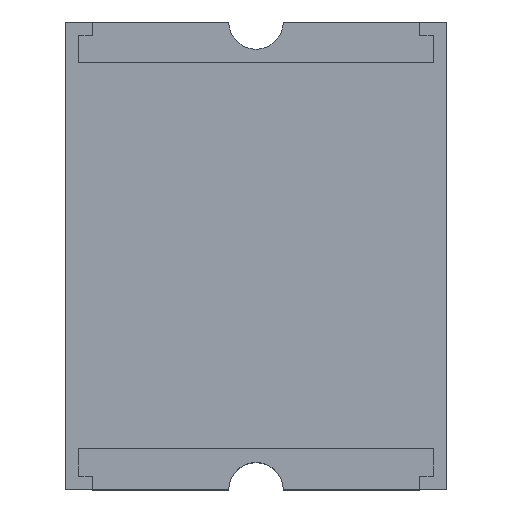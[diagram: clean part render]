
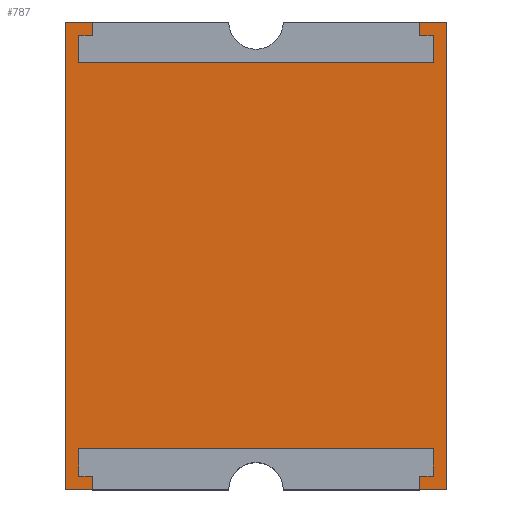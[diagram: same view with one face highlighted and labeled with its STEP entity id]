
A CAD part, top view. The second image highlights one B-rep face of the part: STEP entity #787.
In plain terms, the highlighted planar face has unit normal (0, 0, 1).
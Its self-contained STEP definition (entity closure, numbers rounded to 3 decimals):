
#8 = ORIENTED_EDGE ( 'NONE', *, *, #203, .T. ) ;
#31 = DIRECTION ( 'NONE',  ( 0., -1., 0. ) ) ;
#40 = VECTOR ( 'NONE', #1073, 1000. ) ;
#47 = CARTESIAN_POINT ( 'NONE',  ( -1.3, 1.615, 1.09 ) ) ;
#52 = ORIENTED_EDGE ( 'NONE', *, *, #749, .F. ) ;
#54 = LINE ( 'NONE', #1154, #1481 ) ;
#104 = CARTESIAN_POINT ( 'NONE',  ( 0., 0., 1.09 ) ) ;
#111 = VERTEX_POINT ( 'NONE', #254 ) ;
#128 = CARTESIAN_POINT ( 'NONE',  ( 1.2, -1.615, 1.09 ) ) ;
#132 = EDGE_CURVE ( 'NONE', #477, #139, #1242, .T. ) ;
#139 = VERTEX_POINT ( 'NONE', #1851 ) ;
#141 = DIRECTION ( 'NONE',  ( 1., 0., 0. ) ) ;
#159 = CARTESIAN_POINT ( 'NONE',  ( 1.4, 1.715, 1.09 ) ) ;
#166 = ORIENTED_EDGE ( 'NONE', *, *, #612, .T. ) ;
#174 = DIRECTION ( 'NONE',  ( 0., -1., 0. ) ) ;
#175 = VECTOR ( 'NONE', #1787, 1000. ) ;
#201 = ORIENTED_EDGE ( 'NONE', *, *, #1874, .T. ) ;
#203 = EDGE_CURVE ( 'NONE', #139, #935, #1029, .T. ) ;
#220 = VECTOR ( 'NONE', #31, 1000. ) ;
#231 = ORIENTED_EDGE ( 'NONE', *, *, #333, .T. ) ;
#233 = CARTESIAN_POINT ( 'NONE',  ( 0., -1.615, 1.09 ) ) ;
#237 = EDGE_CURVE ( 'NONE', #477, #990, #602, .T. ) ;
#250 = ORIENTED_EDGE ( 'NONE', *, *, #1112, .F. ) ;
#254 = CARTESIAN_POINT ( 'NONE',  ( -1.3, 1.415, 1.09 ) ) ;
#263 = DIRECTION ( 'NONE',  ( -1., 0., 0. ) ) ;
#282 = CARTESIAN_POINT ( 'NONE',  ( -1.2, 1.615, 1.09 ) ) ;
#306 = DIRECTION ( 'NONE',  ( 0., 0., 1. ) ) ;
#308 = LINE ( 'NONE', #465, #1356 ) ;
#316 = LINE ( 'NONE', #159, #1358 ) ;
#322 = VECTOR ( 'NONE', #1470, 1000. ) ;
#327 = DIRECTION ( 'NONE',  ( 1., 0., 0. ) ) ;
#333 = EDGE_CURVE ( 'NONE', #770, #1206, #625, .T. ) ;
#373 = CARTESIAN_POINT ( 'NONE',  ( 1.3, -1.415, 1.09 ) ) ;
#392 = FACE_OUTER_BOUND ( 'NONE', #1873, .T. ) ;
#400 = EDGE_CURVE ( 'NONE', #111, #1499, #1095, .T. ) ;
#429 = DIRECTION ( 'NONE',  ( 0., 1., 0. ) ) ;
#454 = LINE ( 'NONE', #764, #1742 ) ;
#461 = CARTESIAN_POINT ( 'NONE',  ( 1.3, 1.415, 1.09 ) ) ;
#462 = ORIENTED_EDGE ( 'NONE', *, *, #992, .T. ) ;
#465 = CARTESIAN_POINT ( 'NONE',  ( -1.4, -1.715, 1.09 ) ) ;
#470 = VECTOR ( 'NONE', #1901, 1000. ) ;
#477 = VERTEX_POINT ( 'NONE', #803 ) ;
#530 = EDGE_CURVE ( 'NONE', #1348, #1330, #308, .T. ) ;
#602 = LINE ( 'NONE', #1976, #1916 ) ;
#612 = EDGE_CURVE ( 'NONE', #1821, #111, #54, .T. ) ;
#621 = DIRECTION ( 'NONE',  ( -1., 0., 0. ) ) ;
#625 = LINE ( 'NONE', #1576, #470 ) ;
#641 = CARTESIAN_POINT ( 'NONE',  ( -1.4, -1.715, 1.09 ) ) ;
#657 = ORIENTED_EDGE ( 'NONE', *, *, #1503, .T. ) ;
#665 = DIRECTION ( 'NONE',  ( -1., 0., 0. ) ) ;
#705 = DIRECTION ( 'NONE',  ( 0., -1., 0. ) ) ;
#710 = LINE ( 'NONE', #1025, #40 ) ;
#726 = VECTOR ( 'NONE', #665, 1000. ) ;
#729 = CARTESIAN_POINT ( 'NONE',  ( 1.4, -1.715, 1.09 ) ) ;
#734 = ORIENTED_EDGE ( 'NONE', *, *, #1051, .T. ) ;
#748 = CARTESIAN_POINT ( 'NONE',  ( -1.2, 0., 1.09 ) ) ;
#749 = EDGE_CURVE ( 'NONE', #1635, #1878, #1889, .T. ) ;
#764 = CARTESIAN_POINT ( 'NONE',  ( -1.4, 1.715, 1.09 ) ) ;
#768 = CARTESIAN_POINT ( 'NONE',  ( -1.3, -1.615, 1.09 ) ) ;
#770 = VERTEX_POINT ( 'NONE', #1832 ) ;
#787 = ADVANCED_FACE ( 'NONE', ( #392 ), #1672, .T. ) ;
#799 = CARTESIAN_POINT ( 'NONE',  ( -1.4, 1.715, 1.09 ) ) ;
#802 = DIRECTION ( 'NONE',  ( 1., 0., 0. ) ) ;
#803 = CARTESIAN_POINT ( 'NONE',  ( -1.2, -1.715, 1.09 ) ) ;
#804 = ORIENTED_EDGE ( 'NONE', *, *, #237, .F. ) ;
#810 = VECTOR ( 'NONE', #1381, 1000. ) ;
#828 = VECTOR ( 'NONE', #1018, 1000. ) ;
#853 = LINE ( 'NONE', #1484, #322 ) ;
#867 = ORIENTED_EDGE ( 'NONE', *, *, #922, .T. ) ;
#868 = VERTEX_POINT ( 'NONE', #1386 ) ;
#922 = EDGE_CURVE ( 'NONE', #935, #868, #1999, .T. ) ;
#931 = CARTESIAN_POINT ( 'NONE',  ( 1.2, 1.715, 1.09 ) ) ;
#935 = VERTEX_POINT ( 'NONE', #768 ) ;
#970 = CARTESIAN_POINT ( 'NONE',  ( 0., 1.715, 1.09 ) ) ;
#976 = VERTEX_POINT ( 'NONE', #1314 ) ;
#981 = CARTESIAN_POINT ( 'NONE',  ( 1.4, -1.715, 1.09 ) ) ;
#986 = VECTOR ( 'NONE', #174, 1000. ) ;
#990 = VERTEX_POINT ( 'NONE', #641 ) ;
#992 = EDGE_CURVE ( 'NONE', #1184, #1259, #1325, .T. ) ;
#997 = CARTESIAN_POINT ( 'NONE',  ( 1.2, 1.615, 1.09 ) ) ;
#1013 = EDGE_CURVE ( 'NONE', #1184, #1761, #316, .T. ) ;
#1018 = DIRECTION ( 'NONE',  ( 1., 0., 0. ) ) ;
#1022 = VECTOR ( 'NONE', #327, 1000. ) ;
#1025 = CARTESIAN_POINT ( 'NONE',  ( 1.3, 0., 1.09 ) ) ;
#1029 = LINE ( 'NONE', #233, #175 ) ;
#1043 = CARTESIAN_POINT ( 'NONE',  ( 0., 1.615, 1.09 ) ) ;
#1045 = ORIENTED_EDGE ( 'NONE', *, *, #1241, .T. ) ;
#1051 = EDGE_CURVE ( 'NONE', #868, #1580, #1126, .T. ) ;
#1073 = DIRECTION ( 'NONE',  ( 0., -1., 0. ) ) ;
#1080 = LINE ( 'NONE', #1428, #1166 ) ;
#1095 = LINE ( 'NONE', #1133, #1217 ) ;
#1101 = DIRECTION ( 'NONE',  ( 1., 0., 0. ) ) ;
#1107 = LINE ( 'NONE', #970, #726 ) ;
#1112 = EDGE_CURVE ( 'NONE', #1761, #1348, #1784, .T. ) ;
#1126 = LINE ( 'NONE', #1741, #1022 ) ;
#1133 = CARTESIAN_POINT ( 'NONE',  ( -1.3, 0., 1.09 ) ) ;
#1146 = CARTESIAN_POINT ( 'NONE',  ( 1.2, -1.715, 1.09 ) ) ;
#1154 = CARTESIAN_POINT ( 'NONE',  ( 0., 1.415, 1.09 ) ) ;
#1156 = EDGE_CURVE ( 'NONE', #1259, #976, #1337, .T. ) ;
#1165 = DIRECTION ( 'NONE',  ( -1., 0., 0. ) ) ;
#1166 = VECTOR ( 'NONE', #2019, 1000. ) ;
#1184 = VERTEX_POINT ( 'NONE', #931 ) ;
#1206 = VERTEX_POINT ( 'NONE', #128 ) ;
#1217 = VECTOR ( 'NONE', #1746, 1000. ) ;
#1241 = EDGE_CURVE ( 'NONE', #1635, #1273, #1107, .T. ) ;
#1242 = LINE ( 'NONE', #748, #810 ) ;
#1259 = VERTEX_POINT ( 'NONE', #997 ) ;
#1273 = VERTEX_POINT ( 'NONE', #799 ) ;
#1314 = CARTESIAN_POINT ( 'NONE',  ( 1.3, 1.615, 1.09 ) ) ;
#1323 = AXIS2_PLACEMENT_3D ( 'NONE', #104, #306, #1101 ) ;
#1325 = LINE ( 'NONE', #1463, #220 ) ;
#1330 = VERTEX_POINT ( 'NONE', #1146 ) ;
#1337 = LINE ( 'NONE', #1043, #828 ) ;
#1348 = VERTEX_POINT ( 'NONE', #981 ) ;
#1356 = VECTOR ( 'NONE', #621, 1000. ) ;
#1358 = VECTOR ( 'NONE', #802, 1000. ) ;
#1369 = ORIENTED_EDGE ( 'NONE', *, *, #1722, .T. ) ;
#1381 = DIRECTION ( 'NONE',  ( 0., 1., 0. ) ) ;
#1386 = CARTESIAN_POINT ( 'NONE',  ( -1.3, -1.415, 1.09 ) ) ;
#1401 = DIRECTION ( 'NONE',  ( 0., 1., 0. ) ) ;
#1428 = CARTESIAN_POINT ( 'NONE',  ( 1.2, 0., 1.09 ) ) ;
#1438 = LINE ( 'NONE', #1592, #1835 ) ;
#1440 = ORIENTED_EDGE ( 'NONE', *, *, #1834, .T. ) ;
#1463 = CARTESIAN_POINT ( 'NONE',  ( 1.2, 0., 1.09 ) ) ;
#1470 = DIRECTION ( 'NONE',  ( 0., -1., 0. ) ) ;
#1473 = ORIENTED_EDGE ( 'NONE', *, *, #530, .F. ) ;
#1481 = VECTOR ( 'NONE', #1165, 1000. ) ;
#1484 = CARTESIAN_POINT ( 'NONE',  ( 1.3, 0., 1.09 ) ) ;
#1499 = VERTEX_POINT ( 'NONE', #47 ) ;
#1503 = EDGE_CURVE ( 'NONE', #976, #1821, #710, .T. ) ;
#1524 = VECTOR ( 'NONE', #429, 1000. ) ;
#1576 = CARTESIAN_POINT ( 'NONE',  ( 0., -1.615, 1.09 ) ) ;
#1579 = ORIENTED_EDGE ( 'NONE', *, *, #1156, .T. ) ;
#1580 = VERTEX_POINT ( 'NONE', #373 ) ;
#1592 = CARTESIAN_POINT ( 'NONE',  ( 0., 1.615, 1.09 ) ) ;
#1616 = VECTOR ( 'NONE', #705, 1000. ) ;
#1628 = ORIENTED_EDGE ( 'NONE', *, *, #1013, .F. ) ;
#1635 = VERTEX_POINT ( 'NONE', #1712 ) ;
#1668 = CARTESIAN_POINT ( 'NONE',  ( 1.4, 1.715, 1.09 ) ) ;
#1672 = PLANE ( 'NONE',  #1323 ) ;
#1712 = CARTESIAN_POINT ( 'NONE',  ( -1.2, 1.715, 1.09 ) ) ;
#1722 = EDGE_CURVE ( 'NONE', #1580, #770, #853, .T. ) ;
#1741 = CARTESIAN_POINT ( 'NONE',  ( 0., -1.415, 1.09 ) ) ;
#1742 = VECTOR ( 'NONE', #1401, 1000. ) ;
#1744 = CARTESIAN_POINT ( 'NONE',  ( -1.2, 1.715, 1.09 ) ) ;
#1746 = DIRECTION ( 'NONE',  ( 0., 1., 0. ) ) ;
#1761 = VERTEX_POINT ( 'NONE', #1668 ) ;
#1784 = LINE ( 'NONE', #729, #1616 ) ;
#1787 = DIRECTION ( 'NONE',  ( -1., 0., 0. ) ) ;
#1821 = VERTEX_POINT ( 'NONE', #461 ) ;
#1832 = CARTESIAN_POINT ( 'NONE',  ( 1.3, -1.615, 1.09 ) ) ;
#1834 = EDGE_CURVE ( 'NONE', #1499, #1878, #1438, .T. ) ;
#1835 = VECTOR ( 'NONE', #141, 1000. ) ;
#1840 = CARTESIAN_POINT ( 'NONE',  ( -1.3, 0., 1.09 ) ) ;
#1851 = CARTESIAN_POINT ( 'NONE',  ( -1.2, -1.615, 1.09 ) ) ;
#1873 = EDGE_LOOP ( 'NONE', ( #1885, #804, #1945, #8, #867, #734, #1369, #231, #201, #1473, #250, #1628, #462, #1579, #657, #166, #1989, #1440, #52, #1045 ) ) ;
#1874 = EDGE_CURVE ( 'NONE', #1206, #1330, #1080, .T. ) ;
#1878 = VERTEX_POINT ( 'NONE', #282 ) ;
#1885 = ORIENTED_EDGE ( 'NONE', *, *, #1911, .F. ) ;
#1889 = LINE ( 'NONE', #1744, #986 ) ;
#1901 = DIRECTION ( 'NONE',  ( -1., 0., 0. ) ) ;
#1911 = EDGE_CURVE ( 'NONE', #990, #1273, #454, .T. ) ;
#1916 = VECTOR ( 'NONE', #263, 1000. ) ;
#1945 = ORIENTED_EDGE ( 'NONE', *, *, #132, .T. ) ;
#1976 = CARTESIAN_POINT ( 'NONE',  ( -1.4, -1.715, 1.09 ) ) ;
#1989 = ORIENTED_EDGE ( 'NONE', *, *, #400, .T. ) ;
#1999 = LINE ( 'NONE', #1840, #1524 ) ;
#2019 = DIRECTION ( 'NONE',  ( 0., -1., 0. ) ) ;
